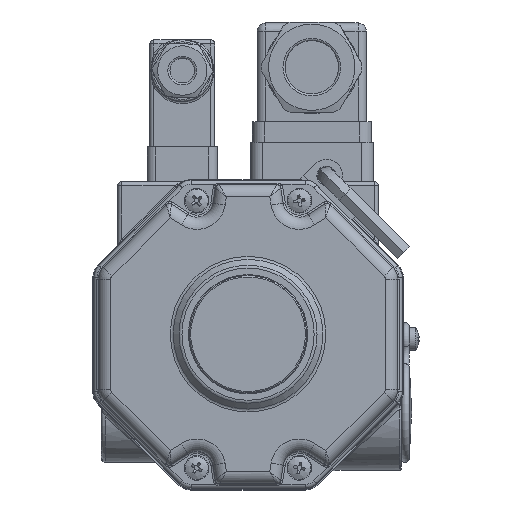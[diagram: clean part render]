
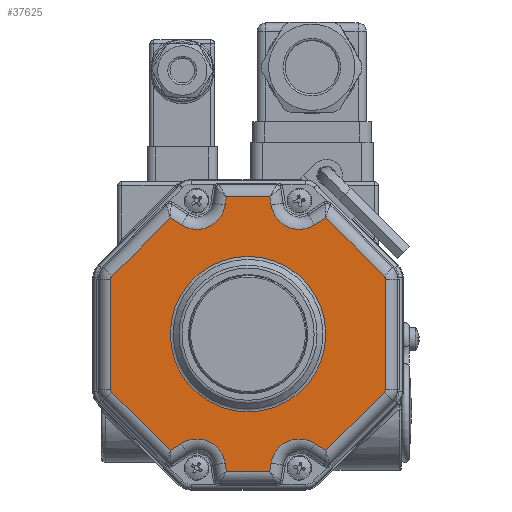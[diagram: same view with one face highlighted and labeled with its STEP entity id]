
A CAD part, top view. The second image highlights one B-rep face of the part: STEP entity #37625.
In plain terms, the highlighted face is planar.
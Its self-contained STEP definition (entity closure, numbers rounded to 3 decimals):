
#4504=CIRCLE('',#50177,1.);
#4509=CIRCLE('',#50185,1.);
#4517=CIRCLE('',#50198,7.);
#4526=CIRCLE('',#50212,1.);
#4530=CIRCLE('',#50219,7.);
#4534=CIRCLE('',#50224,1.);
#4569=CIRCLE('',#50311,7.);
#4570=CIRCLE('',#50312,7.);
#4571=CIRCLE('',#50313,18.914);
#13719=ORIENTED_EDGE('',*,*,#20087,.T.);
#13720=ORIENTED_EDGE('',*,*,#20266,.T.);
#13721=ORIENTED_EDGE('',*,*,#20077,.T.);
#13722=ORIENTED_EDGE('',*,*,#20073,.T.);
#13723=ORIENTED_EDGE('',*,*,#20079,.T.);
#13724=ORIENTED_EDGE('',*,*,#20082,.T.);
#13725=ORIENTED_EDGE('',*,*,#20089,.T.);
#13726=ORIENTED_EDGE('',*,*,#20094,.T.);
#13727=ORIENTED_EDGE('',*,*,#20104,.T.);
#13728=ORIENTED_EDGE('',*,*,#20110,.T.);
#13729=ORIENTED_EDGE('',*,*,#20113,.T.);
#13730=ORIENTED_EDGE('',*,*,#20124,.T.);
#13731=ORIENTED_EDGE('',*,*,#20135,.T.);
#13732=ORIENTED_EDGE('',*,*,#20141,.T.);
#13733=ORIENTED_EDGE('',*,*,#20147,.T.);
#13734=ORIENTED_EDGE('',*,*,#20151,.T.);
#13735=ORIENTED_EDGE('',*,*,#20145,.T.);
#13736=ORIENTED_EDGE('',*,*,#20139,.T.);
#13737=ORIENTED_EDGE('',*,*,#20133,.T.);
#13738=ORIENTED_EDGE('',*,*,#20128,.T.);
#13739=ORIENTED_EDGE('',*,*,#20118,.T.);
#13740=ORIENTED_EDGE('',*,*,#20267,.T.);
#13741=ORIENTED_EDGE('',*,*,#20108,.T.);
#13742=ORIENTED_EDGE('',*,*,#20098,.T.);
#13743=ORIENTED_EDGE('',*,*,#20268,.T.);
#20073=EDGE_CURVE('',#23927,#23929,#26405,.T.);
#20077=EDGE_CURVE('',#23930,#23927,#26408,.T.);
#20079=EDGE_CURVE('',#23929,#23933,#4504,.T.);
#20082=EDGE_CURVE('',#23933,#23935,#26409,.T.);
#20087=EDGE_CURVE('',#23936,#23939,#26412,.T.);
#20089=EDGE_CURVE('',#23935,#23941,#4509,.T.);
#20094=EDGE_CURVE('',#23941,#23944,#26413,.T.);
#20098=EDGE_CURVE('',#23945,#23936,#26416,.T.);
#20104=EDGE_CURVE('',#23944,#23950,#26417,.T.);
#20108=EDGE_CURVE('',#23951,#23945,#26420,.T.);
#20110=EDGE_CURVE('',#23950,#23954,#4517,.T.);
#20113=EDGE_CURVE('',#23954,#23956,#26421,.T.);
#20118=EDGE_CURVE('',#23957,#23960,#26424,.T.);
#20124=EDGE_CURVE('',#23956,#23964,#26425,.T.);
#20128=EDGE_CURVE('',#23965,#23957,#26428,.T.);
#20133=EDGE_CURVE('',#23968,#23965,#4526,.T.);
#20135=EDGE_CURVE('',#23964,#23971,#26429,.T.);
#20139=EDGE_CURVE('',#23972,#23968,#26432,.T.);
#20141=EDGE_CURVE('',#23971,#23975,#4530,.T.);
#20145=EDGE_CURVE('',#23976,#23972,#4534,.T.);
#20147=EDGE_CURVE('',#23975,#23979,#26433,.T.);
#20151=EDGE_CURVE('',#23979,#23976,#26436,.T.);
#20266=EDGE_CURVE('',#23939,#23930,#4569,.T.);
#20267=EDGE_CURVE('',#23960,#23951,#4570,.T.);
#20268=EDGE_CURVE('',#24043,#24043,#4571,.T.);
#23927=VERTEX_POINT('',#79720);
#23929=VERTEX_POINT('',#79739);
#23930=VERTEX_POINT('',#79744);
#23933=VERTEX_POINT('',#79751);
#23935=VERTEX_POINT('',#79757);
#23936=VERTEX_POINT('',#79776);
#23939=VERTEX_POINT('',#79781);
#23941=VERTEX_POINT('',#79786);
#23944=VERTEX_POINT('',#79865);
#23945=VERTEX_POINT('',#79884);
#23950=VERTEX_POINT('',#80003);
#23951=VERTEX_POINT('',#80008);
#23954=VERTEX_POINT('',#80015);
#23956=VERTEX_POINT('',#80035);
#23957=VERTEX_POINT('',#80054);
#23960=VERTEX_POINT('',#80059);
#23964=VERTEX_POINT('',#80190);
#23965=VERTEX_POINT('',#80195);
#23968=VERTEX_POINT('',#80260);
#23971=VERTEX_POINT('',#80267);
#23972=VERTEX_POINT('',#80272);
#23975=VERTEX_POINT('',#80279);
#23976=VERTEX_POINT('',#80284);
#23979=VERTEX_POINT('',#80305);
#24043=VERTEX_POINT('',#80592);
#26405=LINE('',#79740,#28725);
#26408=LINE('',#79747,#28728);
#26409=LINE('',#79758,#28729);
#26412=LINE('',#79782,#28732);
#26413=LINE('',#79866,#28733);
#26416=LINE('',#79887,#28736);
#26417=LINE('',#80004,#28737);
#26420=LINE('',#80011,#28740);
#26421=LINE('',#80036,#28741);
#26424=LINE('',#80060,#28744);
#26425=LINE('',#80191,#28745);
#26428=LINE('',#80198,#28748);
#26429=LINE('',#80268,#28749);
#26432=LINE('',#80275,#28752);
#26433=LINE('',#80306,#28753);
#26436=LINE('',#80326,#28756);
#28725=VECTOR('',#60234,1000.);
#28728=VECTOR('',#60241,1000.);
#28729=VECTOR('',#60254,1000.);
#28732=VECTOR('',#60261,1000.);
#28733=VECTOR('',#60274,1000.);
#28736=VECTOR('',#60279,1000.);
#28737=VECTOR('',#60288,1000.);
#28740=VECTOR('',#60295,1000.);
#28741=VECTOR('',#60306,1000.);
#28744=VECTOR('',#60313,1000.);
#28745=VECTOR('',#60320,1000.);
#28748=VECTOR('',#60327,1000.);
#28749=VECTOR('',#60342,1000.);
#28752=VECTOR('',#60349,1000.);
#28753=VECTOR('',#60368,1000.);
#28756=VECTOR('',#60373,1000.);
#31480=EDGE_LOOP('',(#13719,#13720,#13721,#13722,#13723,#13724,#13725,#13726,
#13727,#13728,#13729,#13730,#13731,#13732,#13733,#13734,#13735,#13736,#13737,
#13738,#13739,#13740,#13741,#13742));
#31481=EDGE_LOOP('',(#13743));
#34330=FACE_BOUND('',#31480,.T.);
#34331=FACE_BOUND('',#31481,.T.);
#35488=PLANE('',#50310);
#37625=ADVANCED_FACE('',(#34330,#34331),#35488,.T.);
#50177=AXIS2_PLACEMENT_3D('',#79752,#60246,#60247);
#50185=AXIS2_PLACEMENT_3D('',#79787,#60266,#60267);
#50198=AXIS2_PLACEMENT_3D('',#80016,#60300,#60301);
#50212=AXIS2_PLACEMENT_3D('',#80263,#60336,#60337);
#50219=AXIS2_PLACEMENT_3D('',#80280,#60354,#60355);
#50224=AXIS2_PLACEMENT_3D('',#80287,#60364,#60365);
#50310=AXIS2_PLACEMENT_3D('',#80588,#60620,#60621);
#50311=AXIS2_PLACEMENT_3D('',#80589,#60622,#60623);
#50312=AXIS2_PLACEMENT_3D('',#80590,#60624,#60625);
#50313=AXIS2_PLACEMENT_3D('',#80591,#60626,#60627);
#60234=DIRECTION('',(-0.707,0.,0.707));
#60241=DIRECTION('',(-0.844,0.,-0.536));
#60246=DIRECTION('',(0.,1.,0.));
#60247=DIRECTION('',(0.,0.,1.));
#60254=DIRECTION('',(0.,0.,1.));
#60261=DIRECTION('',(-0.156,0.,0.988));
#60266=DIRECTION('',(0.,1.,0.));
#60267=DIRECTION('',(0.,0.,1.));
#60274=DIRECTION('',(0.707,0.,0.707));
#60279=DIRECTION('',(-1.,0.,0.));
#60288=DIRECTION('',(0.844,0.,-0.536));
#60295=DIRECTION('',(-0.156,0.,-0.988));
#60300=DIRECTION('',(0.,-1.,0.));
#60301=DIRECTION('',(0.,0.,1.));
#60306=DIRECTION('',(0.156,0.,0.988));
#60313=DIRECTION('',(-0.844,0.,0.536));
#60320=DIRECTION('',(1.,0.,0.));
#60327=DIRECTION('',(-0.707,0.,-0.707));
#60336=DIRECTION('',(0.,1.,0.));
#60337=DIRECTION('',(0.,0.,1.));
#60342=DIRECTION('',(0.156,0.,-0.988));
#60349=DIRECTION('',(0.,0.,-1.));
#60354=DIRECTION('',(0.,-1.,0.));
#60355=DIRECTION('',(0.,0.,1.));
#60364=DIRECTION('',(0.,1.,0.));
#60365=DIRECTION('',(0.,0.,1.));
#60368=DIRECTION('',(0.844,0.,0.536));
#60373=DIRECTION('',(0.707,0.,-0.707));
#60620=DIRECTION('',(0.,1.,0.));
#60621=DIRECTION('',(0.,0.,1.));
#60622=DIRECTION('',(0.,-1.,0.));
#60623=DIRECTION('',(0.,0.,1.));
#60624=DIRECTION('',(0.,-1.,0.));
#60625=DIRECTION('',(0.,0.,1.));
#60626=DIRECTION('',(0.,-1.,0.));
#60627=DIRECTION('',(0.,0.,1.));
#79720=CARTESIAN_POINT('',(-18.939,26.,-28.296));
#79739=CARTESIAN_POINT('',(-33.107,26.,-14.128));
#79740=CARTESIAN_POINT('',(-33.107,26.,-14.128));
#79744=CARTESIAN_POINT('',(-16.251,26.,-26.59));
#79747=CARTESIAN_POINT('',(-20.292,26.,-29.154));
#79751=CARTESIAN_POINT('',(-33.4,26.,-13.421));
#79752=CARTESIAN_POINT('',(-32.4,26.,-13.421));
#79757=CARTESIAN_POINT('',(-33.4,26.,13.421));
#79758=CARTESIAN_POINT('',(-33.4,26.,13.421));
#79776=CARTESIAN_POINT('',(-5.27,26.,-33.4));
#79781=CARTESIAN_POINT('',(-5.586,26.,-31.405));
#79782=CARTESIAN_POINT('',(-10.302,26.,-1.632));
#79786=CARTESIAN_POINT('',(-33.107,26.,14.128));
#79787=CARTESIAN_POINT('',(-32.4,26.,13.421));
#79865=CARTESIAN_POINT('',(-18.939,26.,28.296));
#79866=CARTESIAN_POINT('',(-17.806,26.,29.429));
#79884=CARTESIAN_POINT('',(5.27,26.,-33.4));
#79887=CARTESIAN_POINT('',(-6.978,26.,-33.4));
#80003=CARTESIAN_POINT('',(-16.251,26.,26.59));
#80004=CARTESIAN_POINT('',(7.364,26.,11.603));
#80008=CARTESIAN_POINT('',(5.586,26.,-31.405));
#80011=CARTESIAN_POINT('',(5.003,26.,-35.087));
#80015=CARTESIAN_POINT('',(-5.586,26.,31.405));
#80016=CARTESIAN_POINT('',(-12.5,26.,32.5));
#80035=CARTESIAN_POINT('',(-5.27,26.,33.4));
#80036=CARTESIAN_POINT('',(-5.003,26.,35.087));
#80054=CARTESIAN_POINT('',(18.939,26.,-28.296));
#80059=CARTESIAN_POINT('',(16.251,26.,-26.59));
#80060=CARTESIAN_POINT('',(-7.364,26.,-11.603));
#80190=CARTESIAN_POINT('',(5.27,26.,33.4));
#80191=CARTESIAN_POINT('',(6.978,26.,33.4));
#80195=CARTESIAN_POINT('',(33.107,26.,-14.128));
#80198=CARTESIAN_POINT('',(17.806,26.,-29.429));
#80260=CARTESIAN_POINT('',(33.4,26.,-13.421));
#80263=CARTESIAN_POINT('',(32.4,26.,-13.421));
#80267=CARTESIAN_POINT('',(5.586,26.,31.405));
#80268=CARTESIAN_POINT('',(10.302,26.,1.632));
#80272=CARTESIAN_POINT('',(33.4,26.,13.421));
#80275=CARTESIAN_POINT('',(33.4,26.,-13.421));
#80279=CARTESIAN_POINT('',(16.251,26.,26.59));
#80280=CARTESIAN_POINT('',(12.5,26.,32.5));
#80284=CARTESIAN_POINT('',(33.107,26.,14.128));
#80287=CARTESIAN_POINT('',(32.4,26.,13.421));
#80305=CARTESIAN_POINT('',(18.939,26.,28.296));
#80306=CARTESIAN_POINT('',(20.292,26.,29.154));
#80326=CARTESIAN_POINT('',(33.107,26.,14.128));
#80588=CARTESIAN_POINT('',(0.,26.,0.));
#80589=CARTESIAN_POINT('',(-12.5,26.,-32.5));
#80590=CARTESIAN_POINT('',(12.5,26.,-32.5));
#80591=CARTESIAN_POINT('',(0.,26.,0.));
#80592=CARTESIAN_POINT('',(0.,26.,18.914));
